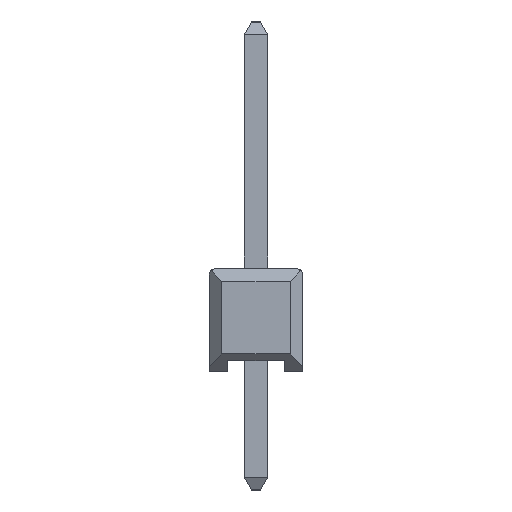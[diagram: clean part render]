
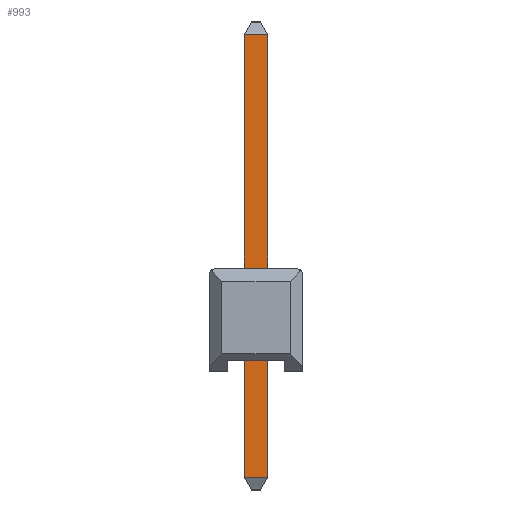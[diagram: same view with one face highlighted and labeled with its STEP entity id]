
A CAD part, left-side view. The second image highlights one B-rep face of the part: STEP entity #993.
In plain terms, the highlighted planar face has unit normal (-1, 0, 0).
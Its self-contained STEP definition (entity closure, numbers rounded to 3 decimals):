
#993=ADVANCED_FACE('',(#1609),#10079,.T.);
#1609=FACE_OUTER_BOUND('',#2259,.T.);
#2259=EDGE_LOOP('',(#4672,#4673,#4674,#4675));
#4672=ORIENTED_EDGE('',*,*,#6725,.F.);
#4673=ORIENTED_EDGE('',*,*,#6712,.F.);
#4674=ORIENTED_EDGE('',*,*,#6713,.T.);
#4675=ORIENTED_EDGE('',*,*,#6714,.F.);
#6712=EDGE_CURVE('',#9469,#9468,#8249,.T.);
#6713=EDGE_CURVE('',#9469,#9463,#8250,.T.);
#6714=EDGE_CURVE('',#9462,#9463,#8251,.T.);
#6725=EDGE_CURVE('',#9468,#9462,#8262,.T.);
#8249=B_SPLINE_CURVE_WITH_KNOTS('',1,(#16251,#16252),.UNSPECIFIED.,.F.,
 .F.,(2,2),(-10.526,-1.298),.UNSPECIFIED.);
#8250=B_SPLINE_CURVE_WITH_KNOTS('',1,(#16253,#16254),.UNSPECIFIED.,.F.,
 .F.,(2,2),(10.526,11.156),.UNSPECIFIED.);
#8251=B_SPLINE_CURVE_WITH_KNOTS('',1,(#16255,#16256),.UNSPECIFIED.,.F.,
 .F.,(2,2),(-20.383,-11.156),.UNSPECIFIED.);
#8262=B_SPLINE_CURVE_WITH_KNOTS('',1,(#16277,#16278),.UNSPECIFIED.,.F.,
 .F.,(2,2),(-0.63,0.),.UNSPECIFIED.);
#9462=VERTEX_POINT('',#16223);
#9463=VERTEX_POINT('',#16224);
#9468=VERTEX_POINT('',#16229);
#9469=VERTEX_POINT('',#16230);
#10079=PLANE('',#10681);
#10681=AXIS2_PLACEMENT_3D('',#16212,#11268,$);
#11268=DIRECTION('',(-1.,0.,0.));
#16212=CARTESIAN_POINT('',(-0.315,1.098,10.477));
#16223=CARTESIAN_POINT('',(-0.315,-0.315,9.156));
#16224=CARTESIAN_POINT('',(-0.315,-0.315,-2.86));
#16229=CARTESIAN_POINT('',(-0.315,0.315,9.156));
#16230=CARTESIAN_POINT('',(-0.315,0.315,-2.86));
#16251=CARTESIAN_POINT('',(-0.315,0.315,-2.86));
#16252=CARTESIAN_POINT('',(-0.315,0.315,9.156));
#16253=CARTESIAN_POINT('',(-0.315,0.315,-2.86));
#16254=CARTESIAN_POINT('',(-0.315,-0.315,-2.86));
#16255=CARTESIAN_POINT('',(-0.315,-0.315,9.156));
#16256=CARTESIAN_POINT('',(-0.315,-0.315,-2.86));
#16277=CARTESIAN_POINT('',(-0.315,0.315,9.156));
#16278=CARTESIAN_POINT('',(-0.315,-0.315,9.156));
